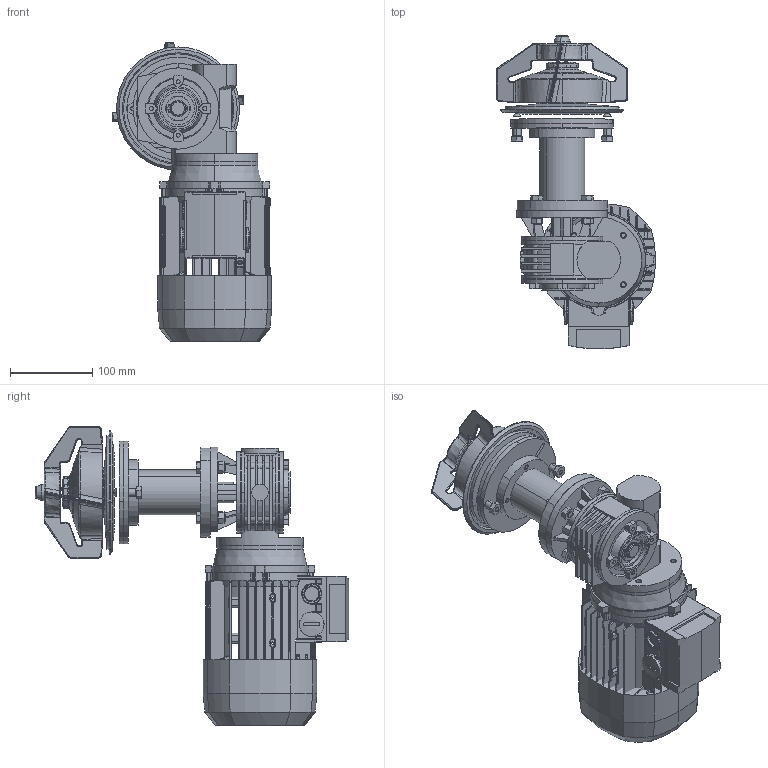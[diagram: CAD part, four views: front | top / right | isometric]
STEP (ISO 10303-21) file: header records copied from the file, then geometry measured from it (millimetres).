
FILE_DESCRIPTION (( 'STEP AP203' ), '1' );
FILE_NAME ('Complete mixer GMP1000 E2, standard (IEC).STEP', '2007-05-28T15:23:18', ( ' ' ), ( ' ' ), 'SwSTEP 2.0', 'SolidWorks 2005235', '' );
FILE_SCHEMA (( 'CONFIG_CONTROL_DESIGN' ));
Products named in the file (1): Complete mixer GMP1000 E2, standard (IEC)
Bounding box: 193.9 x 381.75 x 363.5 mm (x, y, z)
Surface area: 505638.6 mm2 (no closed solid volume)
Topology: 0 solids, 54 shells, 1626 faces, 5177 edges, 3456 vertices
Faces by surface type: cylinder 591, plane 508, bspline 292, cone 145, torus 80, sphere 10
Entity records: 98340 total; most frequent: CARTESIAN_POINT 56506, ORIENTED_EDGE 8538, DIRECTION 7965, EDGE_CURVE 5164, VERTEX_POINT 3456, AXIS2_PLACEMENT_3D 2943, LINE 2079, VECTOR 2079
